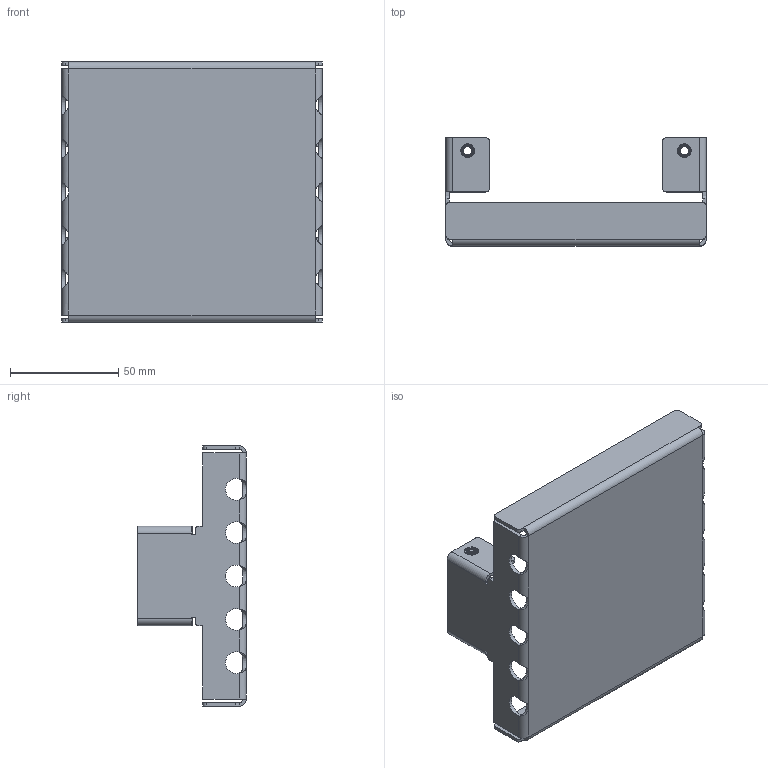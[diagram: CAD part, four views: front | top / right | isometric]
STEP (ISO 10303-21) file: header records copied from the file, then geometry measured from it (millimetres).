
FILE_DESCRIPTION(/* description */ (''),/* implementation_level */ '2;1');
FILE_NAME(/* name */ '201-0001 Rev C bedsm.stp',/* time_stamp */ '2019-08-25T16:20:04-07:00',/* author */ ('cruiser'),/* organization */ (''),/* preprocessor_version */ 'ST-DEVELOPER v17',/* originating_system */ 'Autodesk Inventor 2019',/* authorisation */ '');
FILE_SCHEMA (('AUTOMOTIVE_DESIGN { 1 0 10303 214 3 1 1 }'));
Length unit declared in the file: millimetre
Products named in the file (3): bedsm_asm; bedsm; 95185A640_ZINC-PLTD STL PRESS-FIT NUT FOR SHEET METAL
Assembly tree (5 placements, depth 2):
  bedsm_asm
    bedsm
    95185A640_ZINC-PLTD STL PRESS-FIT NUT FOR SHEET METAL  x4
Bounding box: 120 x 50 x 120 mm (x, y, z)
Volume: 41735.6 mm3; surface area: 55093.4 mm2
Topology: 5 solids, 5 shells, 490 faces, 1396 edges, 904 vertices
Faces by surface type: plane 342, cylinder 110, cone 20, bspline 18
Full cylindrical faces by diameter (mm): 3.961 x8, 5 x12, 6.4 x4, 8.64 x4
Entity records: 9383 total; most frequent: CARTESIAN_POINT 3004, ORIENTED_EDGE 1370, DIRECTION 1227, EDGE_CURVE 685, LINE 501, VECTOR 501, VERTEX_POINT 424, AXIS2_PLACEMENT_3D 363
